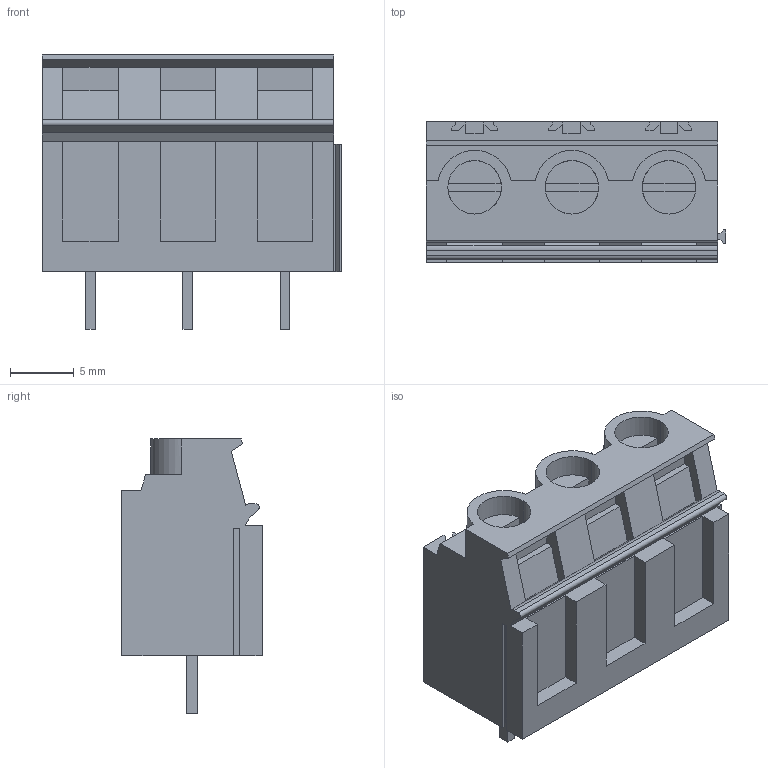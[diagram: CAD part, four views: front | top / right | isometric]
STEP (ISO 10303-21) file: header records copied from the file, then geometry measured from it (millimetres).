
FILE_DESCRIPTION(('CATIA V5 STEP Exchange','CAx-IF Rec.Pracs.--- Model Styling and Organization---1.4--- 2014-01-23'),'2;1');
FILE_NAME ('039282-2_0_1697210000_1697210000.stp','2021-07-28T07:47:54+00:00',('none'),('Weidmueller'),'CATIA Version 5-6 Release 2016 SP3 HF44','CATIA V5 STEP AP214','none');
FILE_SCHEMA(('AUTOMOTIVE_DESIGN { 1 0 10303 214 1 1 1 1 }'));
Length unit declared in the file: millimetre
Products named in the file (1): 1697210000
Bounding box: 23.51 x 11 x 21.5 mm (x, y, z)
Volume: 3095.4 mm3; surface area: 2627.1 mm2
Topology: 7 solids, 7 shells, 258 faces, 696 edges, 460 vertices
Faces by surface type: plane 241, cylinder 17
Entity records: 7670 total; most frequent: ORIENTED_EDGE 1392, CARTESIAN_POINT 1333, DIRECTION 1013, EDGE_CURVE 696, VECTOR 650, LINE 650, VERTEX_POINT 460, EDGE_LOOP 266
